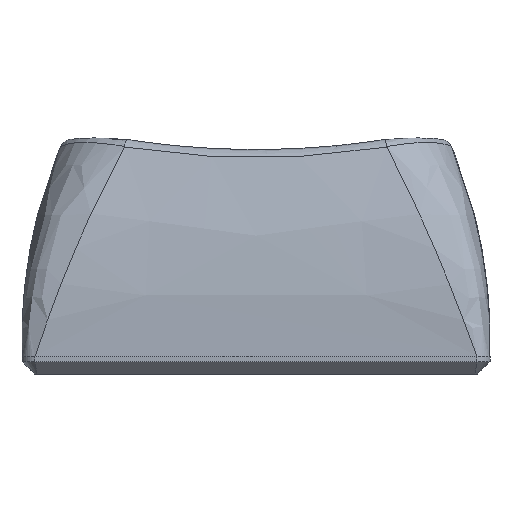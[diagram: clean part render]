
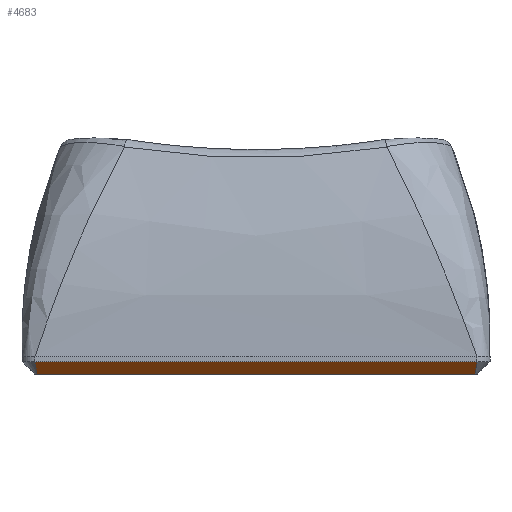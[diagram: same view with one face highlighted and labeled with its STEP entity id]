
A CAD part, front view. The second image highlights one B-rep face of the part: STEP entity #4683.
In plain terms, the highlighted planar face has unit normal (0, -0.707, -0.707).
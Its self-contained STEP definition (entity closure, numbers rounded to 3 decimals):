
#697 = PLANE('',#698);
#698 = AXIS2_PLACEMENT_3D('',#699,#700,#701);
#699 = CARTESIAN_POINT('',(-8.5,-9.,0.672));
#700 = DIRECTION('',(0.,-1.,0.));
#701 = DIRECTION('',(1.,0.,0.));
#1950 = VERTEX_POINT('',#1951);
#1951 = CARTESIAN_POINT('',(-8.5,-9.,0.48));
#1977 = EDGE_CURVE('',#1950,#1978,#1980,.T.);
#1978 = VERTEX_POINT('',#1979);
#1979 = CARTESIAN_POINT('',(8.5,-9.,0.48));
#1980 = SURFACE_CURVE('',#1981,(#1985,#1992),.PCURVE_S1.);
#1981 = LINE('',#1982,#1983);
#1982 = CARTESIAN_POINT('',(-8.5,-9.,0.48));
#1983 = VECTOR('',#1984,1.);
#1984 = DIRECTION('',(1.,0.,0.));
#1985 = PCURVE('',#697,#1986);
#1986 = DEFINITIONAL_REPRESENTATION('',(#1987),#1991);
#1987 = LINE('',#1988,#1989);
#1988 = CARTESIAN_POINT('',(0.,-0.192));
#1989 = VECTOR('',#1990,1.);
#1990 = DIRECTION('',(1.,0.));
#1991 = ( GEOMETRIC_REPRESENTATION_CONTEXT(2) 
PARAMETRIC_REPRESENTATION_CONTEXT() REPRESENTATION_CONTEXT('2D SPACE',''
  ) );
#1992 = PCURVE('',#1993,#1998);
#1993 = PLANE('',#1994);
#1994 = AXIS2_PLACEMENT_3D('',#1995,#1996,#1997);
#1995 = CARTESIAN_POINT('',(-8.5,-8.76,0.24));
#1996 = DIRECTION('',(0.,0.707,0.707)
  );
#1997 = DIRECTION('',(1.,0.,0.));
#1998 = DEFINITIONAL_REPRESENTATION('',(#1999),#2003);
#1999 = LINE('',#2000,#2001);
#2000 = CARTESIAN_POINT('',(0.,-0.339));
#2001 = VECTOR('',#2002,1.);
#2002 = DIRECTION('',(1.,0.));
#2003 = ( GEOMETRIC_REPRESENTATION_CONTEXT(2) 
PARAMETRIC_REPRESENTATION_CONTEXT() REPRESENTATION_CONTEXT('2D SPACE',''
  ) );
#3165 = CONICAL_SURFACE('',#3166,0.7,0.785);
#3166 = AXIS2_PLACEMENT_3D('',#3167,#3168,#3169);
#3167 = CARTESIAN_POINT('',(8.323,-8.323,0.48));
#3168 = DIRECTION('',(-0.,-0.,1.));
#3169 = DIRECTION('',(0.967,-0.253,0.));
#4683 = ADVANCED_FACE('',(#4684),#1993,.F.);
#4684 = FACE_BOUND('',#4685,.F.);
#4685 = EDGE_LOOP('',(#4686,#4721,#4722,#4752));
#4686 = ORIENTED_EDGE('',*,*,#4687,.F.);
#4687 = EDGE_CURVE('',#1950,#4688,#4690,.T.);
#4688 = VERTEX_POINT('',#4689);
#4689 = CARTESIAN_POINT('',(-8.42,-8.52,0.));
#4690 = SURFACE_CURVE('',#4691,(#4696,#4703),.PCURVE_S1.);
#4691 = PARABOLA('',#4692,0.008);
#4692 = AXIS2_PLACEMENT_3D('',#4693,#4694,#4695);
#4693 = CARTESIAN_POINT('',(-8.323,-8.311,
    -0.209));
#4694 = DIRECTION('',(0.,0.707,0.707)
  );
#4695 = DIRECTION('',(0.,-0.707,0.707)
  );
#4696 = PCURVE('',#1993,#4697);
#4697 = DEFINITIONAL_REPRESENTATION('',(#4698),#4702);
#4698 = B_SPLINE_CURVE_WITH_KNOTS('',2,(#4699,#4700,#4701),
  .UNSPECIFIED.,.F.,.F.,(3,3),(-0.177,-0.098),
  .PIECEWISE_BEZIER_KNOTS.);
#4699 = CARTESIAN_POINT('',(0.,-0.339));
#4700 = CARTESIAN_POINT('',(0.04,0.098));
#4701 = CARTESIAN_POINT('',(0.08,0.339));
#4702 = ( GEOMETRIC_REPRESENTATION_CONTEXT(2) 
PARAMETRIC_REPRESENTATION_CONTEXT() REPRESENTATION_CONTEXT('2D SPACE',''
  ) );
#4703 = PCURVE('',#4704,#4709);
#4704 = CONICAL_SURFACE('',#4705,0.7,0.785);
#4705 = AXIS2_PLACEMENT_3D('',#4706,#4707,#4708);
#4706 = CARTESIAN_POINT('',(-8.323,-8.323,0.48));
#4707 = DIRECTION('',(-0.,-0.,1.));
#4708 = DIRECTION('',(-0.253,-0.967,-0.));
#4709 = DEFINITIONAL_REPRESENTATION('',(#4710),#4720);
#4710 = B_SPLINE_CURVE_WITH_KNOTS('',8,(#4711,#4712,#4713,#4714,#4715,
    #4716,#4717,#4718,#4719),.UNSPECIFIED.,.F.,.F.,(9,9),(
    -0.177,-0.098),.PIECEWISE_BEZIER_KNOTS.);
#4711 = CARTESIAN_POINT('',(0.,0.));
#4712 = CARTESIAN_POINT('',(-0.014,-0.077));
#4713 = CARTESIAN_POINT('',(-0.03,-0.15));
#4714 = CARTESIAN_POINT('',(-0.048,-0.217));
#4715 = CARTESIAN_POINT('',(-0.069,-0.28));
#4716 = CARTESIAN_POINT('',(-0.094,-0.337));
#4717 = CARTESIAN_POINT('',(-0.123,-0.39));
#4718 = CARTESIAN_POINT('',(-0.158,-0.437));
#4719 = CARTESIAN_POINT('',(-0.203,-0.48));
#4720 = ( GEOMETRIC_REPRESENTATION_CONTEXT(2) 
PARAMETRIC_REPRESENTATION_CONTEXT() REPRESENTATION_CONTEXT('2D SPACE',''
  ) );
#4721 = ORIENTED_EDGE('',*,*,#1977,.T.);
#4722 = ORIENTED_EDGE('',*,*,#4723,.T.);
#4723 = EDGE_CURVE('',#1978,#4724,#4726,.T.);
#4724 = VERTEX_POINT('',#4725);
#4725 = CARTESIAN_POINT('',(8.42,-8.52,0.));
#4726 = SURFACE_CURVE('',#4727,(#4732,#4739),.PCURVE_S1.);
#4727 = PARABOLA('',#4728,0.008);
#4728 = AXIS2_PLACEMENT_3D('',#4729,#4730,#4731);
#4729 = CARTESIAN_POINT('',(8.323,-8.311,
    -0.209));
#4730 = DIRECTION('',(0.,-0.707,-0.707
    ));
#4731 = DIRECTION('',(0.,-0.707,0.707)
  );
#4732 = PCURVE('',#1993,#4733);
#4733 = DEFINITIONAL_REPRESENTATION('',(#4734),#4738);
#4734 = B_SPLINE_CURVE_WITH_KNOTS('',2,(#4735,#4736,#4737),
  .UNSPECIFIED.,.F.,.F.,(3,3),(-0.177,-0.098),
  .PIECEWISE_BEZIER_KNOTS.);
#4735 = CARTESIAN_POINT('',(17.,-0.339));
#4736 = CARTESIAN_POINT('',(16.96,0.098));
#4737 = CARTESIAN_POINT('',(16.92,0.339));
#4738 = ( GEOMETRIC_REPRESENTATION_CONTEXT(2) 
PARAMETRIC_REPRESENTATION_CONTEXT() REPRESENTATION_CONTEXT('2D SPACE',''
  ) );
#4739 = PCURVE('',#3165,#4740);
#4740 = DEFINITIONAL_REPRESENTATION('',(#4741),#4751);
#4741 = B_SPLINE_CURVE_WITH_KNOTS('',8,(#4742,#4743,#4744,#4745,#4746,
    #4747,#4748,#4749,#4750),.UNSPECIFIED.,.F.,.F.,(9,9),(
    -0.177,-0.098),.PIECEWISE_BEZIER_KNOTS.);
#4742 = CARTESIAN_POINT('',(-1.059,0.));
#4743 = CARTESIAN_POINT('',(-1.045,-0.077));
#4744 = CARTESIAN_POINT('',(-1.029,-0.15));
#4745 = CARTESIAN_POINT('',(-1.01,-0.217));
#4746 = CARTESIAN_POINT('',(-0.99,-0.28));
#4747 = CARTESIAN_POINT('',(-0.965,-0.337));
#4748 = CARTESIAN_POINT('',(-0.936,-0.39));
#4749 = CARTESIAN_POINT('',(-0.901,-0.437));
#4750 = CARTESIAN_POINT('',(-0.856,-0.48));
#4751 = ( GEOMETRIC_REPRESENTATION_CONTEXT(2) 
PARAMETRIC_REPRESENTATION_CONTEXT() REPRESENTATION_CONTEXT('2D SPACE',''
  ) );
#4752 = ORIENTED_EDGE('',*,*,#4753,.F.);
#4753 = EDGE_CURVE('',#4688,#4724,#4754,.T.);
#4754 = SURFACE_CURVE('',#4755,(#4759,#4766),.PCURVE_S1.);
#4755 = LINE('',#4756,#4757);
#4756 = CARTESIAN_POINT('',(-8.5,-8.52,0.));
#4757 = VECTOR('',#4758,1.);
#4758 = DIRECTION('',(1.,0.,0.));
#4759 = PCURVE('',#1993,#4760);
#4760 = DEFINITIONAL_REPRESENTATION('',(#4761),#4765);
#4761 = LINE('',#4762,#4763);
#4762 = CARTESIAN_POINT('',(0.,0.339));
#4763 = VECTOR('',#4764,1.);
#4764 = DIRECTION('',(1.,0.));
#4765 = ( GEOMETRIC_REPRESENTATION_CONTEXT(2) 
PARAMETRIC_REPRESENTATION_CONTEXT() REPRESENTATION_CONTEXT('2D SPACE',''
  ) );
#4766 = PCURVE('',#4767,#4772);
#4767 = PLANE('',#4768);
#4768 = AXIS2_PLACEMENT_3D('',#4769,#4770,#4771);
#4769 = CARTESIAN_POINT('',(8.5,9.,0.));
#4770 = DIRECTION('',(0.,0.,-1.));
#4771 = DIRECTION('',(-1.,0.,0.));
#4772 = DEFINITIONAL_REPRESENTATION('',(#4773),#4777);
#4773 = LINE('',#4774,#4775);
#4774 = CARTESIAN_POINT('',(17.,-17.52));
#4775 = VECTOR('',#4776,1.);
#4776 = DIRECTION('',(-1.,0.));
#4777 = ( GEOMETRIC_REPRESENTATION_CONTEXT(2) 
PARAMETRIC_REPRESENTATION_CONTEXT() REPRESENTATION_CONTEXT('2D SPACE',''
  ) );
